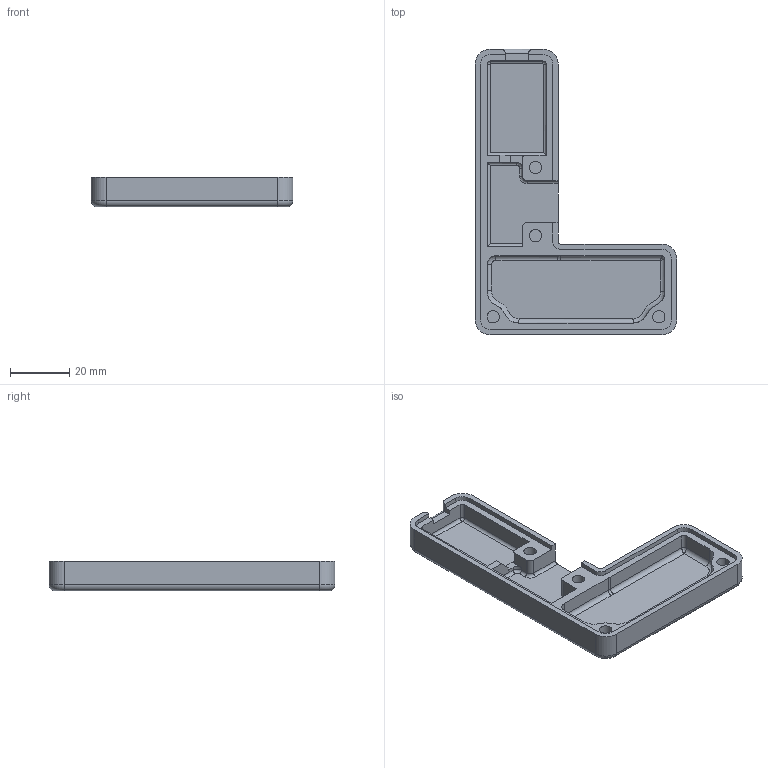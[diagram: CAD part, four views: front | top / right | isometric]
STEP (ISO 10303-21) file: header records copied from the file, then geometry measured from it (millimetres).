
FILE_DESCRIPTION(/* description */ (''),/* implementation_level */ '2;1');
FILE_NAME(/* name */ 'thumb.step',/* time_stamp */ '2026-01-18T18:31:32-06:00',/* author */ (''),/* organization */ (''),/* preprocessor_version */ 'ST-DEVELOPER v20.1',/* originating_system */ 'Autodesk Translation Framework v14.21.0.0',/* authorisation */ '');
FILE_SCHEMA (('AUTOMOTIVE_DESIGN { 1 0 10303 214 3 1 1 }'));
Length unit declared in the file: millimetre
Products named in the file (2): Sheetmetal Crosses; Bridges Variant
Assembly tree (1 placements, depth 2):
  Sheetmetal Crosses
    Bridges Variant
Bounding box: 67.95 x 96.3 x 10 mm (x, y, z)
Volume: 17429 mm3; surface area: 13360.2 mm2
Topology: 1 solids, 1 shells, 119 faces, 298 edges, 185 vertices
Faces by surface type: plane 53, cylinder 49, bspline 9, torus 8
Full cylindrical faces by diameter (mm): 4.2 x2
Entity records: 4111 total; most frequent: CARTESIAN_POINT 1173, DIRECTION 613, ORIENTED_EDGE 594, EDGE_CURVE 297, AXIS2_PLACEMENT_3D 213, LINE 187, VECTOR 187, VERTEX_POINT 185
